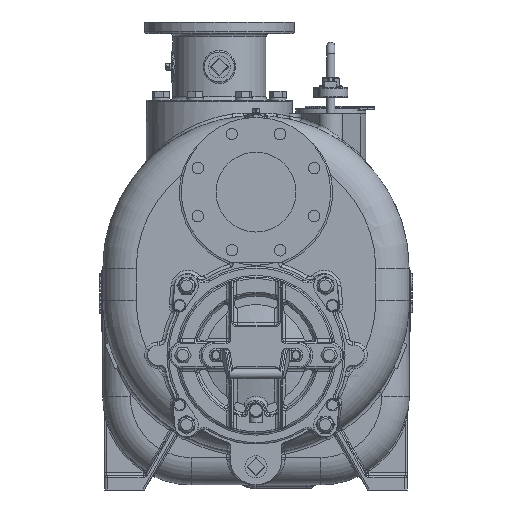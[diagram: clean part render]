
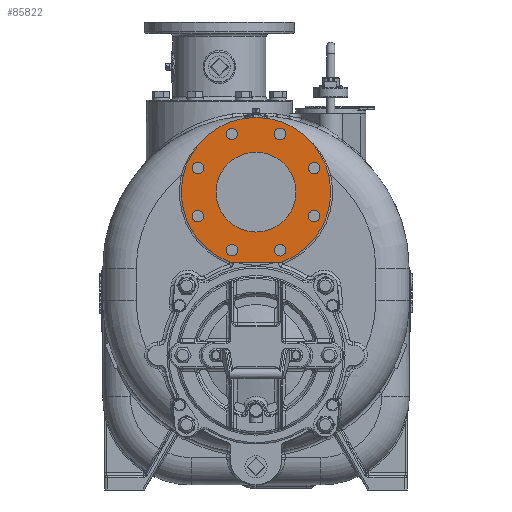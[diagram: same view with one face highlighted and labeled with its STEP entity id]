
A CAD part, front view. The second image highlights one B-rep face of the part: STEP entity #85822.
In plain terms, the highlighted planar face has unit normal (0, -1, 0).
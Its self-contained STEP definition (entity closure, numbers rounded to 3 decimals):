
#5434=CIRCLE('',#92300,11.);
#5457=CIRCLE('',#92334,3.175);
#5458=CIRCLE('',#92336,3.175);
#5488=CIRCLE('',#92390,11.);
#5489=CIRCLE('',#92391,11.);
#5490=CIRCLE('',#92392,11.);
#5491=CIRCLE('',#92393,11.);
#5492=CIRCLE('',#92394,11.);
#5493=CIRCLE('',#92395,11.);
#5494=CIRCLE('',#92396,11.);
#5495=CIRCLE('',#92397,142.494);
#5496=CIRCLE('',#92398,76.2);
#22695=ORIENTED_EDGE('',*,*,#32104,.F.);
#22696=ORIENTED_EDGE('',*,*,#32105,.F.);
#22697=ORIENTED_EDGE('',*,*,#32106,.F.);
#22698=ORIENTED_EDGE('',*,*,#32107,.F.);
#22699=ORIENTED_EDGE('',*,*,#32108,.F.);
#22700=ORIENTED_EDGE('',*,*,#32109,.F.);
#22701=ORIENTED_EDGE('',*,*,#32110,.F.);
#22702=ORIENTED_EDGE('',*,*,#32014,.F.);
#22703=ORIENTED_EDGE('',*,*,#32103,.F.);
#22704=ORIENTED_EDGE('',*,*,#32051,.T.);
#22705=ORIENTED_EDGE('',*,*,#32111,.T.);
#22706=ORIENTED_EDGE('',*,*,#32054,.T.);
#22707=ORIENTED_EDGE('',*,*,#32112,.F.);
#32014=EDGE_CURVE('',#37642,#37642,#5434,.T.);
#32051=EDGE_CURVE('',#37659,#37660,#5457,.F.);
#32054=EDGE_CURVE('',#37661,#37662,#5458,.F.);
#32103=EDGE_CURVE('',#37659,#37662,#41969,.T.);
#32104=EDGE_CURVE('',#37685,#37685,#5488,.T.);
#32105=EDGE_CURVE('',#37686,#37686,#5489,.T.);
#32106=EDGE_CURVE('',#37687,#37687,#5490,.T.);
#32107=EDGE_CURVE('',#37688,#37688,#5491,.T.);
#32108=EDGE_CURVE('',#37689,#37689,#5492,.T.);
#32109=EDGE_CURVE('',#37690,#37690,#5493,.T.);
#32110=EDGE_CURVE('',#37691,#37691,#5494,.T.);
#32111=EDGE_CURVE('',#37660,#37661,#5495,.T.);
#32112=EDGE_CURVE('',#37692,#37692,#5496,.T.);
#37642=VERTEX_POINT('',#143528);
#37659=VERTEX_POINT('',#144068);
#37660=VERTEX_POINT('',#144070);
#37661=VERTEX_POINT('',#144074);
#37662=VERTEX_POINT('',#144076);
#37685=VERTEX_POINT('',#144244);
#37686=VERTEX_POINT('',#144246);
#37687=VERTEX_POINT('',#144248);
#37688=VERTEX_POINT('',#144250);
#37689=VERTEX_POINT('',#144252);
#37690=VERTEX_POINT('',#144254);
#37691=VERTEX_POINT('',#144256);
#37692=VERTEX_POINT('',#144259);
#41969=LINE('',#144241,#46245);
#46245=VECTOR('',#109391,1000.);
#50312=EDGE_LOOP('',(#22695));
#50313=EDGE_LOOP('',(#22696));
#50314=EDGE_LOOP('',(#22697));
#50315=EDGE_LOOP('',(#22698));
#50316=EDGE_LOOP('',(#22699));
#50317=EDGE_LOOP('',(#22700));
#50318=EDGE_LOOP('',(#22701));
#50319=EDGE_LOOP('',(#22702));
#50320=EDGE_LOOP('',(#22703,#22704,#22705,#22706));
#50321=EDGE_LOOP('',(#22707));
#54444=FACE_BOUND('',#50312,.T.);
#54445=FACE_BOUND('',#50313,.T.);
#54446=FACE_BOUND('',#50314,.T.);
#54447=FACE_BOUND('',#50315,.T.);
#54448=FACE_BOUND('',#50316,.T.);
#54449=FACE_BOUND('',#50317,.T.);
#54450=FACE_BOUND('',#50318,.T.);
#54451=FACE_BOUND('',#50319,.T.);
#54452=FACE_BOUND('',#50320,.T.);
#54453=FACE_BOUND('',#50321,.T.);
#56280=PLANE('',#92389);
#85822=ADVANCED_FACE('',(#54444,#54445,#54446,#54447,#54448,#54449,#54450,
#54451,#54452,#54453),#56280,.F.);
#92300=AXIS2_PLACEMENT_3D('',#143527,#109191,#109192);
#92334=AXIS2_PLACEMENT_3D('',#144071,#109264,#109265);
#92336=AXIS2_PLACEMENT_3D('',#144077,#109270,#109271);
#92389=AXIS2_PLACEMENT_3D('',#144242,#109392,#109393);
#92390=AXIS2_PLACEMENT_3D('',#144243,#109394,#109395);
#92391=AXIS2_PLACEMENT_3D('',#144245,#109396,#109397);
#92392=AXIS2_PLACEMENT_3D('',#144247,#109398,#109399);
#92393=AXIS2_PLACEMENT_3D('',#144249,#109400,#109401);
#92394=AXIS2_PLACEMENT_3D('',#144251,#109402,#109403);
#92395=AXIS2_PLACEMENT_3D('',#144253,#109404,#109405);
#92396=AXIS2_PLACEMENT_3D('',#144255,#109406,#109407);
#92397=AXIS2_PLACEMENT_3D('',#144257,#109408,#109409);
#92398=AXIS2_PLACEMENT_3D('',#144258,#109410,#109411);
#109191=DIRECTION('',(0.,-1.,0.));
#109192=DIRECTION('',(1.,0.,0.));
#109264=DIRECTION('',(0.,1.,0.));
#109265=DIRECTION('',(-1.,0.,0.));
#109270=DIRECTION('',(0.,1.,0.));
#109271=DIRECTION('',(-1.,0.,0.));
#109391=DIRECTION('',(-1.,0.,0.));
#109392=DIRECTION('',(0.,1.,0.));
#109393=DIRECTION('',(-1.,0.,0.));
#109394=DIRECTION('',(0.,-1.,0.));
#109395=DIRECTION('',(0.707,0.,-0.707));
#109396=DIRECTION('',(0.,-1.,0.));
#109397=DIRECTION('',(0.,0.,-1.));
#109398=DIRECTION('',(0.,-1.,0.));
#109399=DIRECTION('',(-0.707,0.,-0.707));
#109400=DIRECTION('',(0.,-1.,0.));
#109401=DIRECTION('',(-1.,0.,0.));
#109402=DIRECTION('',(0.,-1.,0.));
#109403=DIRECTION('',(-0.707,0.,0.707));
#109404=DIRECTION('',(0.,-1.,0.));
#109405=DIRECTION('',(0.,0.,1.));
#109406=DIRECTION('',(0.,-1.,0.));
#109407=DIRECTION('',(0.707,0.,0.707));
#109408=DIRECTION('',(0.,-1.,0.));
#109409=DIRECTION('',(1.,0.,0.));
#109410=DIRECTION('',(0.,-1.,0.));
#109411=DIRECTION('',(1.,0.,0.));
#143527=CARTESIAN_POINT('',(110.866,-402.488,357.072));
#143528=CARTESIAN_POINT('',(121.866,-402.488,357.072));
#144068=CARTESIAN_POINT('',(49.641,-402.488,177.8));
#144070=CARTESIAN_POINT('',(50.773,-402.488,178.008));
#144071=CARTESIAN_POINT('',(49.641,-402.488,180.975));
#144074=CARTESIAN_POINT('',(-50.773,-402.488,178.008));
#144076=CARTESIAN_POINT('',(-49.641,-402.488,177.8));
#144077=CARTESIAN_POINT('',(-49.641,-402.488,180.975));
#144241=CARTESIAN_POINT('',(0.,-402.488,177.8));
#144242=CARTESIAN_POINT('',(0.,-402.488,453.644));
#144243=CARTESIAN_POINT('',(110.866,-402.488,265.228));
#144244=CARTESIAN_POINT('',(118.644,-402.488,257.45));
#144245=CARTESIAN_POINT('',(45.922,-402.488,200.284));
#144246=CARTESIAN_POINT('',(45.922,-402.488,189.284));
#144247=CARTESIAN_POINT('',(-45.922,-402.488,200.284));
#144248=CARTESIAN_POINT('',(-53.7,-402.488,192.506));
#144249=CARTESIAN_POINT('',(-110.866,-402.488,265.228));
#144250=CARTESIAN_POINT('',(-121.866,-402.488,265.228));
#144251=CARTESIAN_POINT('',(-110.866,-402.488,357.072));
#144252=CARTESIAN_POINT('',(-118.644,-402.488,364.85));
#144253=CARTESIAN_POINT('',(-45.922,-402.488,422.016));
#144254=CARTESIAN_POINT('',(-45.922,-402.488,433.016));
#144255=CARTESIAN_POINT('',(45.922,-402.488,422.016));
#144256=CARTESIAN_POINT('',(53.7,-402.488,429.794));
#144257=CARTESIAN_POINT('',(0.,-402.488,311.15));
#144258=CARTESIAN_POINT('',(0.,-402.488,311.15));
#144259=CARTESIAN_POINT('',(76.2,-402.488,311.15));
